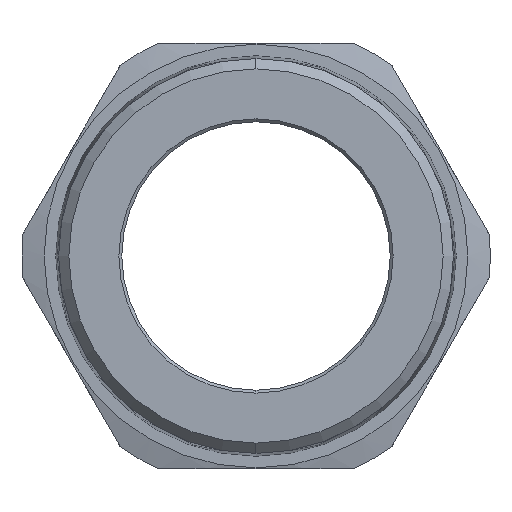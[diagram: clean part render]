
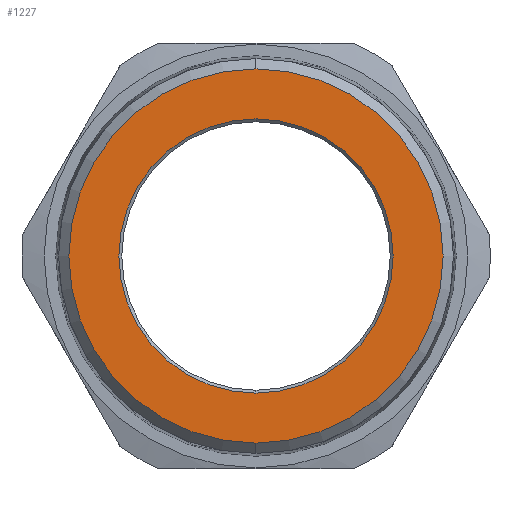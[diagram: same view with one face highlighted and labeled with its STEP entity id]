
A CAD part, left-side view. The second image highlights one B-rep face of the part: STEP entity #1227.
In plain terms, the highlighted planar face has unit normal (-1, 0, 0).
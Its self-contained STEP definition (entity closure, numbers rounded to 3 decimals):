
#58 = DIRECTION ( 'NONE',  ( 1., 0., 0. ) ) ;
#101 = AXIS2_PLACEMENT_3D ( 'NONE', #1773, #1496, #2619 ) ;
#120 = CARTESIAN_POINT ( 'NONE',  ( 0., 0., 47.469 ) ) ;
#321 = CIRCLE ( 'NONE', #2679, 47.469 ) ;
#325 = FACE_BOUND ( 'NONE', #3521, .T. ) ;
#598 = EDGE_CURVE ( 'NONE', #2773, #1578, #1817, .T. ) ;
#603 = CARTESIAN_POINT ( 'NONE',  ( 0., 0., -47.469 ) ) ;
#633 = ORIENTED_EDGE ( 'NONE', *, *, #1572, .T. ) ;
#790 = DIRECTION ( 'NONE',  ( 0., 0., -1. ) ) ;
#870 = CARTESIAN_POINT ( 'NONE',  ( 0., 0., -34.8 ) ) ;
#995 = DIRECTION ( 'NONE',  ( 0., 0., -1. ) ) ;
#1068 = FACE_OUTER_BOUND ( 'NONE', #3499, .T. ) ;
#1227 = ADVANCED_FACE ( 'NONE', ( #1068, #325 ), #2305, .F. ) ;
#1236 = ORIENTED_EDGE ( 'NONE', *, *, #598, .T. ) ;
#1374 = VERTEX_POINT ( 'NONE', #3178 ) ;
#1496 = DIRECTION ( 'NONE',  ( 1., 0., 0. ) ) ;
#1572 = EDGE_CURVE ( 'NONE', #3563, #1374, #2530, .T. ) ;
#1578 = VERTEX_POINT ( 'NONE', #120 ) ;
#1773 = CARTESIAN_POINT ( 'NONE',  ( 0., 0., 0. ) ) ;
#1817 = CIRCLE ( 'NONE', #2598, 47.469 ) ;
#1823 = DIRECTION ( 'NONE',  ( -1., 0., 0. ) ) ;
#1829 = DIRECTION ( 'NONE',  ( -1., 0., 0. ) ) ;
#1840 = ORIENTED_EDGE ( 'NONE', *, *, #1876, .T. ) ;
#1876 = EDGE_CURVE ( 'NONE', #1374, #3563, #2568, .T. ) ;
#2305 = PLANE ( 'NONE',  #2578 ) ;
#2383 = CARTESIAN_POINT ( 'NONE',  ( 0., 0., 0. ) ) ;
#2438 = EDGE_CURVE ( 'NONE', #1578, #2773, #321, .T. ) ;
#2491 = AXIS2_PLACEMENT_3D ( 'NONE', #2383, #2895, #3440 ) ;
#2530 = CIRCLE ( 'NONE', #2491, 34.8 ) ;
#2568 = CIRCLE ( 'NONE', #101, 34.8 ) ;
#2578 = AXIS2_PLACEMENT_3D ( 'NONE', #2838, #58, #2826 ) ;
#2598 = AXIS2_PLACEMENT_3D ( 'NONE', #2675, #1829, #790 ) ;
#2619 = DIRECTION ( 'NONE',  ( 0., 0., -1. ) ) ;
#2636 = CARTESIAN_POINT ( 'NONE',  ( 0., 0., 0. ) ) ;
#2675 = CARTESIAN_POINT ( 'NONE',  ( 0., 0., 0. ) ) ;
#2679 = AXIS2_PLACEMENT_3D ( 'NONE', #2636, #1823, #995 ) ;
#2773 = VERTEX_POINT ( 'NONE', #603 ) ;
#2776 = ORIENTED_EDGE ( 'NONE', *, *, #2438, .T. ) ;
#2826 = DIRECTION ( 'NONE',  ( 0., 0., -1. ) ) ;
#2838 = CARTESIAN_POINT ( 'NONE',  ( 0., 0., 0. ) ) ;
#2895 = DIRECTION ( 'NONE',  ( 1., 0., 0. ) ) ;
#3178 = CARTESIAN_POINT ( 'NONE',  ( 0., 0., 34.8 ) ) ;
#3440 = DIRECTION ( 'NONE',  ( 0., 0., -1. ) ) ;
#3499 = EDGE_LOOP ( 'NONE', ( #1236, #2776 ) ) ;
#3521 = EDGE_LOOP ( 'NONE', ( #1840, #633 ) ) ;
#3563 = VERTEX_POINT ( 'NONE', #870 ) ;
